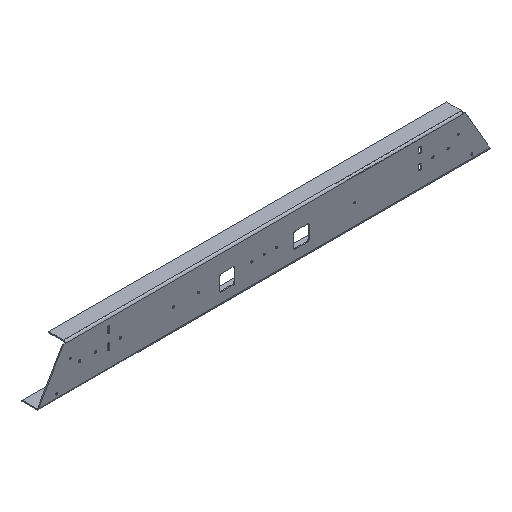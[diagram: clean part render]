
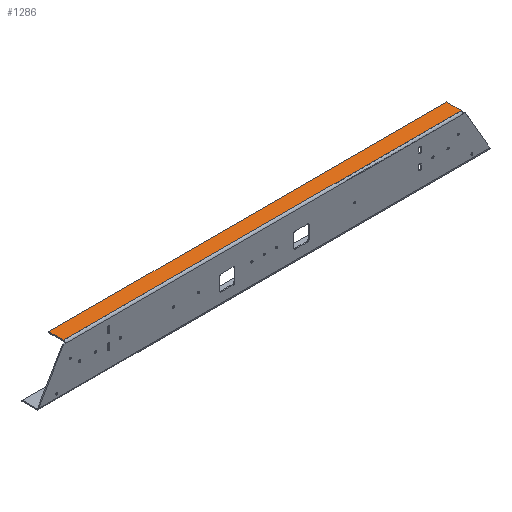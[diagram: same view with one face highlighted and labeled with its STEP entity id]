
A CAD part, isometric view. The second image highlights one B-rep face of the part: STEP entity #1286.
In plain terms, the highlighted planar face has unit normal (0, 0, 1).
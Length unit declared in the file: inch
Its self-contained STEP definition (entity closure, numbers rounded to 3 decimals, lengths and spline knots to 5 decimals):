
#189=FACE_OUTER_BOUND('',#281,.T.);
#281=EDGE_LOOP('',(#983,#984,#985,#986));
#398=LINE('',#1997,#504);
#414=LINE('',#2042,#520);
#417=LINE('',#2048,#523);
#418=LINE('',#2049,#524);
#504=VECTOR('',#1588,50.88417);
#520=VECTOR('',#1636,1.875);
#523=VECTOR('',#1641,1.875);
#524=VECTOR('',#1642,50.88417);
#641=VERTEX_POINT('',#1993);
#642=VERTEX_POINT('',#1995);
#655=VERTEX_POINT('',#2041);
#657=VERTEX_POINT('',#2047);
#765=EDGE_CURVE('',#641,#642,#398,.T.);
#787=EDGE_CURVE('',#655,#642,#414,.T.);
#790=EDGE_CURVE('',#657,#641,#417,.T.);
#791=EDGE_CURVE('',#655,#657,#418,.T.);
#983=ORIENTED_EDGE('',*,*,#790,.T.);
#984=ORIENTED_EDGE('',*,*,#765,.T.);
#985=ORIENTED_EDGE('',*,*,#787,.F.);
#986=ORIENTED_EDGE('',*,*,#791,.T.);
#1248=PLANE('',#1404);
#1286=ADVANCED_FACE('',(#189),#1248,.F.);
#1404=AXIS2_PLACEMENT_3D('',#2046,#1639,#1640);
#1588=DIRECTION('',(1.,0.,0.));
#1636=DIRECTION('',(0.,-1.,0.));
#1639=DIRECTION('center_axis',(0.,0.,-1.));
#1640=DIRECTION('ref_axis',(0.,1.,0.));
#1641=DIRECTION('',(0.,-1.,0.));
#1642=DIRECTION('',(-1.,0.,0.));
#1993=CARTESIAN_POINT('',(-25.44209,0.25,6.));
#1995=CARTESIAN_POINT('',(25.44209,0.25,6.));
#1997=CARTESIAN_POINT('',(-25.44209,0.25,6.));
#2041=CARTESIAN_POINT('',(25.44209,2.125,6.));
#2042=CARTESIAN_POINT('',(25.44209,2.125,6.));
#2046=CARTESIAN_POINT('Origin',(-25.44209,0.25,6.));
#2047=CARTESIAN_POINT('',(-25.44209,2.125,6.));
#2048=CARTESIAN_POINT('',(-25.44209,2.125,6.));
#2049=CARTESIAN_POINT('',(25.44209,2.125,6.));
